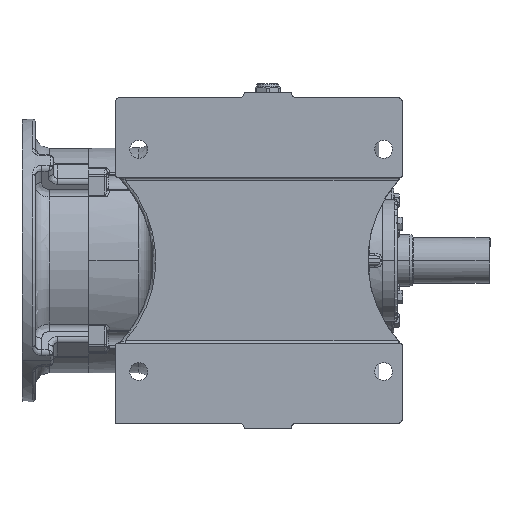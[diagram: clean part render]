
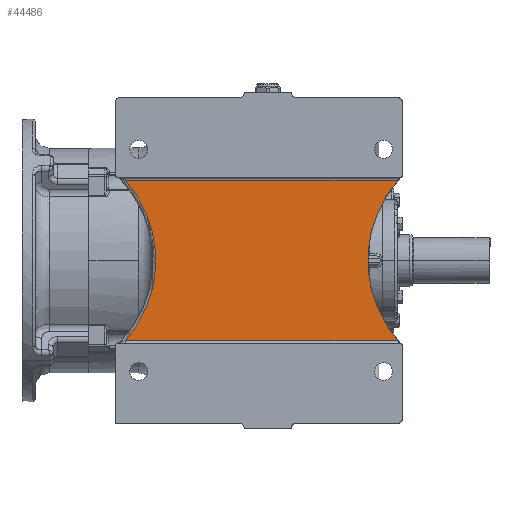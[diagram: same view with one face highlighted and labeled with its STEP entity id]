
A CAD part, front view. The second image highlights one B-rep face of the part: STEP entity #44486.
In plain terms, the highlighted planar face has unit normal (0, -1, 0).
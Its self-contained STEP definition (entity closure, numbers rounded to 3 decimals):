
#74 = DIRECTION ( 'NONE',  ( 0., -1., 0. ) ) ;
#4850 = LINE ( 'NONE', #53541, #21189 ) ;
#6237 = AXIS2_PLACEMENT_3D ( 'NONE', #9847, #71939, #36856 ) ;
#9302 = CARTESIAN_POINT ( 'NONE',  ( 138.531, 4., 85. ) ) ;
#9847 = CARTESIAN_POINT ( 'NONE',  ( -247., 4., 0. ) ) ;
#11685 = ORIENTED_EDGE ( 'NONE', *, *, #66452, .T. ) ;
#13252 = DIRECTION ( 'NONE',  ( 1., 0., 0. ) ) ;
#17979 = VERTEX_POINT ( 'NONE', #54204 ) ;
#21189 = VECTOR ( 'NONE', #13252, 1000. ) ;
#21561 = DIRECTION ( 'NONE',  ( 0., -1., 0. ) ) ;
#26444 = FACE_OUTER_BOUND ( 'NONE', #73794, .T. ) ;
#27052 = DIRECTION ( 'NONE',  ( 1., 0., 0. ) ) ;
#31372 = AXIS2_PLACEMENT_3D ( 'NONE', #34821, #21561, #74410 ) ;
#34821 = CARTESIAN_POINT ( 'NONE',  ( 140., 4., -91. ) ) ;
#36856 = DIRECTION ( 'NONE',  ( 0., 0., -1. ) ) ;
#37460 = EDGE_CURVE ( 'NONE', #60859, #17979, #46104, .T. ) ;
#39459 = CARTESIAN_POINT ( 'NONE',  ( -144.451, 4., 85. ) ) ;
#40046 = VECTOR ( 'NONE', #60805, 1000. ) ;
#42271 = VERTEX_POINT ( 'NONE', #69712 ) ;
#44486 = ADVANCED_FACE ( 'NONE', ( #26444 ), #79003, .T. ) ;
#46104 = LINE ( 'NONE', #39459, #40046 ) ;
#53541 = CARTESIAN_POINT ( 'NONE',  ( 140., 4., -85. ) ) ;
#54204 = CARTESIAN_POINT ( 'NONE',  ( -151.297, 4., 85. ) ) ;
#58022 = CIRCLE ( 'NONE', #59422, 128. ) ;
#58567 = ORIENTED_EDGE ( 'NONE', *, *, #37460, .T. ) ;
#59422 = AXIS2_PLACEMENT_3D ( 'NONE', #87454, #74, #27052 ) ;
#60805 = DIRECTION ( 'NONE',  ( -1., 0., 0. ) ) ;
#60859 = VERTEX_POINT ( 'NONE', #9302 ) ;
#61861 = EDGE_CURVE ( 'NONE', #65440, #42271, #4850, .T. ) ;
#61905 = ORIENTED_EDGE ( 'NONE', *, *, #76132, .F. ) ;
#63598 = ORIENTED_EDGE ( 'NONE', *, *, #61861, .T. ) ;
#65440 = VERTEX_POINT ( 'NONE', #87554 ) ;
#65725 = CIRCLE ( 'NONE', #6237, 128. ) ;
#66452 = EDGE_CURVE ( 'NONE', #17979, #65440, #65725, .T. ) ;
#69712 = CARTESIAN_POINT ( 'NONE',  ( 138.531, 4., -85. ) ) ;
#71939 = DIRECTION ( 'NONE',  ( 0., 1., 0. ) ) ;
#73794 = EDGE_LOOP ( 'NONE', ( #61905, #58567, #11685, #63598 ) ) ;
#74410 = DIRECTION ( 'NONE',  ( 0., 0., -1. ) ) ;
#76132 = EDGE_CURVE ( 'NONE', #60859, #42271, #58022, .T. ) ;
#79003 = PLANE ( 'NONE',  #31372 ) ;
#87454 = CARTESIAN_POINT ( 'NONE',  ( 234.234, 4., 0. ) ) ;
#87554 = CARTESIAN_POINT ( 'NONE',  ( -151.297, 4., -85. ) ) ;
